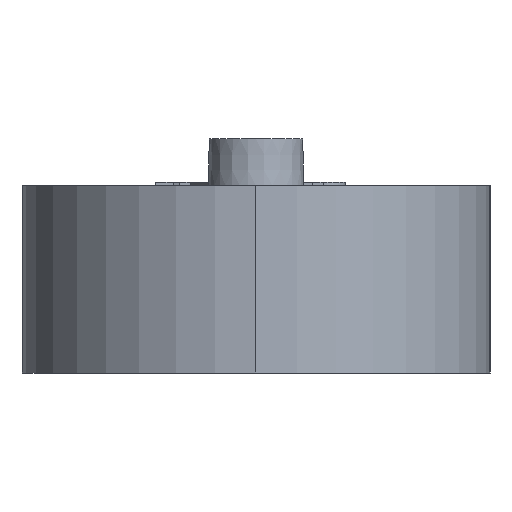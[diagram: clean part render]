
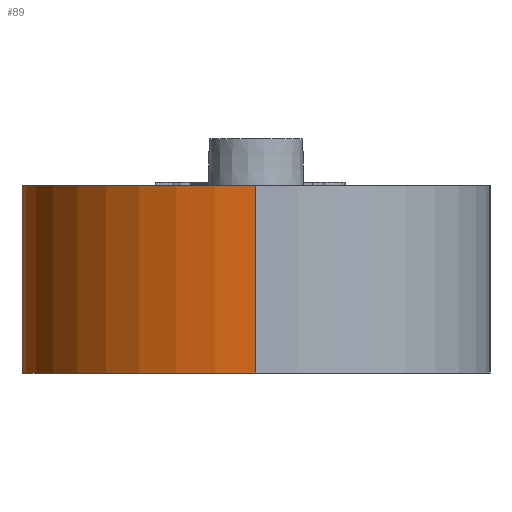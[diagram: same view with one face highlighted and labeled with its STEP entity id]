
A CAD part, left-side view. The second image highlights one B-rep face of the part: STEP entity #89.
In plain terms, the highlighted cylindrical face has radius 12.5 mm (diameter 25 mm), a partial arc.
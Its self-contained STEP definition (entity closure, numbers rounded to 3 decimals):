
#89 = ADVANCED_FACE( '', ( #668 ), #669, .T. );
#668 = FACE_OUTER_BOUND( '', #1718, .T. );
#669 = CYLINDRICAL_SURFACE( '', #1719, 12.5 );
#1718 = EDGE_LOOP( '', ( #3164, #3165, #3166, #3167 ) );
#1719 = AXIS2_PLACEMENT_3D( '', #3168, #3169, #3170 );
#3164 = ORIENTED_EDGE( '', *, *, #6573, .T. );
#3165 = ORIENTED_EDGE( '', *, *, #7003, .F. );
#3166 = ORIENTED_EDGE( '', *, *, #6951, .F. );
#3167 = ORIENTED_EDGE( '', *, *, #7004, .T. );
#3168 = CARTESIAN_POINT( '', ( -53., 0., 0. ) );
#3169 = DIRECTION( '', ( 0., 0., -1. ) );
#3170 = DIRECTION( '', ( -1., 0., 0. ) );
#6573 = EDGE_CURVE( '', #7811, #7809, #7812, .T. );
#6951 = EDGE_CURVE( '', #8559, #8561, #8562, .T. );
#7003 = EDGE_CURVE( '', #8561, #7809, #8664, .T. );
#7004 = EDGE_CURVE( '', #8559, #7811, #8665, .T. );
#7809 = VERTEX_POINT( '', #9864 );
#7811 = VERTEX_POINT( '', #9867 );
#7812 = CIRCLE( '', #9868, 12.5 );
#8559 = VERTEX_POINT( '', #10953 );
#8561 = VERTEX_POINT( '', #10955 );
#8562 = CIRCLE( '', #10956, 12.5 );
#8664 = LINE( '', #11094, #11095 );
#8665 = LINE( '', #11096, #11097 );
#9864 = CARTESIAN_POINT( '', ( -53., 12.5, 10. ) );
#9867 = CARTESIAN_POINT( '', ( -65.5, 0., 10. ) );
#9868 = AXIS2_PLACEMENT_3D( '', #13031, #13032, #13033 );
#10953 = CARTESIAN_POINT( '', ( -65.5, 0., 0. ) );
#10955 = CARTESIAN_POINT( '', ( -53., 12.5, 0. ) );
#10956 = AXIS2_PLACEMENT_3D( '', #13489, #13490, #13491 );
#11094 = CARTESIAN_POINT( '', ( -53., 12.5, 0. ) );
#11095 = VECTOR( '', #13573, 1000. );
#11096 = CARTESIAN_POINT( '', ( -65.5, 0., 0. ) );
#11097 = VECTOR( '', #13574, 1000. );
#13031 = CARTESIAN_POINT( '', ( -53., 0., 10. ) );
#13032 = DIRECTION( '', ( 0., 0., -1. ) );
#13033 = DIRECTION( '', ( 0., 1., 0. ) );
#13489 = CARTESIAN_POINT( '', ( -53., 0., 0. ) );
#13490 = DIRECTION( '', ( 0., 0., -1. ) );
#13491 = DIRECTION( '', ( 0., 1., 0. ) );
#13573 = DIRECTION( '', ( 0., 0., 1. ) );
#13574 = DIRECTION( '', ( 0., 0., 1. ) );
